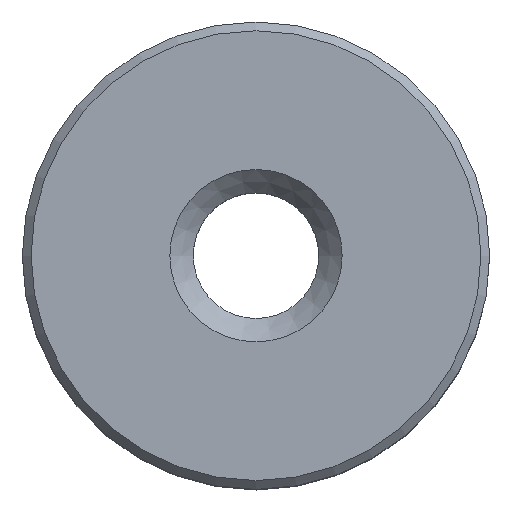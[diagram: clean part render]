
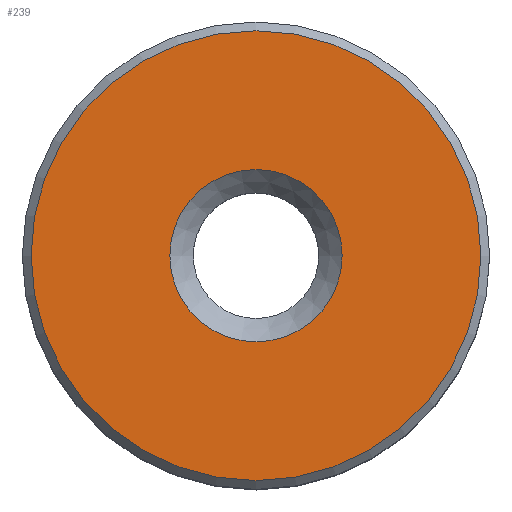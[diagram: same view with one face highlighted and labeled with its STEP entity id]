
A CAD part, top view. The second image highlights one B-rep face of the part: STEP entity #239.
In plain terms, the highlighted planar face has unit normal (0, 0, 1).
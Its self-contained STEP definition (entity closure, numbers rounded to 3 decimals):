
#24=PLANE('',#273);
#43=FACE_BOUND('',#95,.T.);
#64=FACE_OUTER_BOUND('',#94,.T.);
#94=EDGE_LOOP('',(#199));
#95=EDGE_LOOP('',(#200));
#128=CIRCLE('',#272,7.7);
#129=CIRCLE('',#274,2.95);
#149=VERTEX_POINT('',#411);
#150=VERTEX_POINT('',#414);
#170=EDGE_CURVE('',#149,#149,#128,.T.);
#171=EDGE_CURVE('',#150,#150,#129,.T.);
#199=ORIENTED_EDGE('',*,*,#170,.F.);
#200=ORIENTED_EDGE('',*,*,#171,.F.);
#239=ADVANCED_FACE('',(#64,#43),#24,.T.);
#272=AXIS2_PLACEMENT_3D('',#412,#335,#336);
#273=AXIS2_PLACEMENT_3D('',#413,#337,#338);
#274=AXIS2_PLACEMENT_3D('',#415,#339,#340);
#335=DIRECTION('center_axis',(0.,0.,-1.));
#336=DIRECTION('ref_axis',(-1.,0.,0.));
#337=DIRECTION('center_axis',(0.,0.,1.));
#338=DIRECTION('ref_axis',(1.,0.,0.));
#339=DIRECTION('center_axis',(0.,0.,1.));
#340=DIRECTION('ref_axis',(-1.,0.,0.));
#411=CARTESIAN_POINT('',(7.7,0.,3.8));
#412=CARTESIAN_POINT('Origin',(0.,0.,3.8));
#413=CARTESIAN_POINT('Origin',(0.,0.,
3.8));
#414=CARTESIAN_POINT('',(2.95,0.,3.8));
#415=CARTESIAN_POINT('Origin',(0.,0.,3.8));
